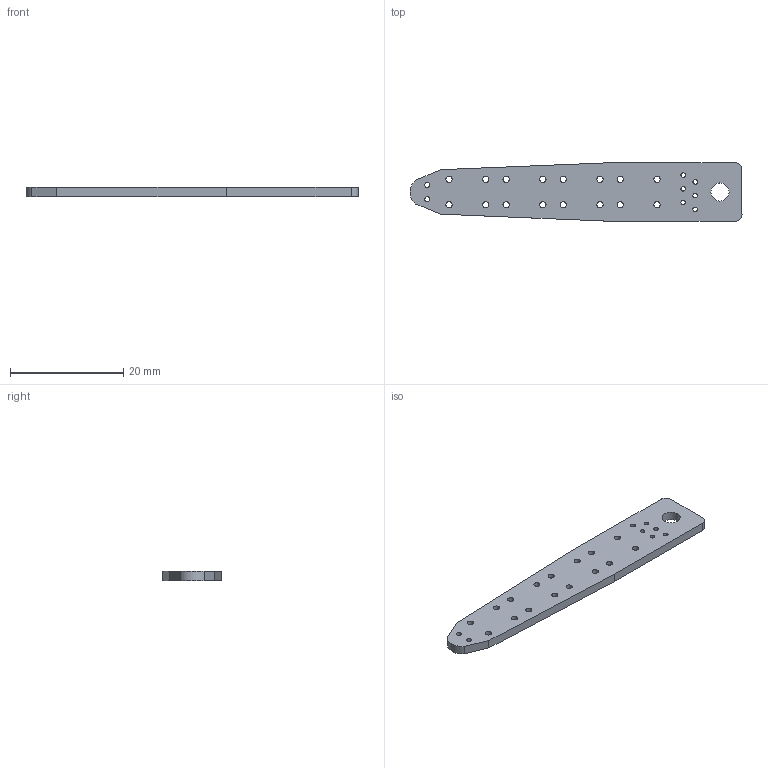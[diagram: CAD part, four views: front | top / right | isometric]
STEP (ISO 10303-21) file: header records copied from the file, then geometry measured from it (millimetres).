
FILE_DESCRIPTION(('KiCad electronic assembly'),'2;1');
FILE_NAME('Vectrex_Lightpen_Buttons_2c.step','2023-11-14T22:00:07',( 'Pcbnew'),('Kicad'),'Open CASCADE STEP processor 7.6', 'KiCad to STEP converter','Unknown');
FILE_SCHEMA(('AUTOMOTIVE_DESIGN { 1 0 10303 214 1 1 1 1 }'));
Length unit declared in the file: millimetre
Products named in the file (2): Vectrex_Lightpen_Buttons_2c 1; Vectrex_Lightpen_Buttons_2c PCB
Assembly tree (1 placements, depth 2):
  Vectrex_Lightpen_Buttons_2c 1
    Vectrex_Lightpen_Buttons_2c PCB
Bounding box: 58.63 x 10.35 x 1.6 mm (x, y, z)
Volume: 823.7 mm3; surface area: 1375.6 mm2
Topology: 1 solids, 1 shells, 37 faces, 105 edges, 70 vertices
Faces by surface type: cylinder 28, plane 9
Full cylindrical faces by diameter (mm): 0.8 x6, 0.9 x2, 1.1 x16, 3.2 x1
Entity records: 2915 total; most frequent: CARTESIAN_POINT 760, DIRECTION 393, ORIENTED_EDGE 210, PCURVE 210, DEFINITIONAL_REPRESENTATION 210, LINE 203, VECTOR 203, EDGE_CURVE 105
